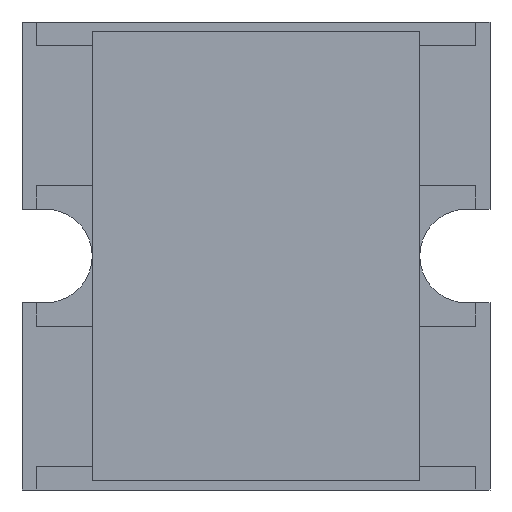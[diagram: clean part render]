
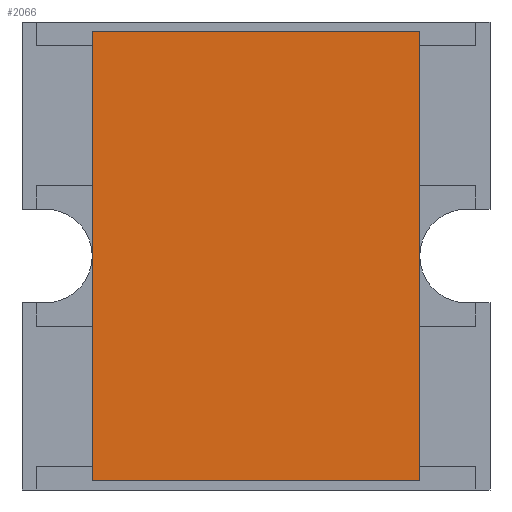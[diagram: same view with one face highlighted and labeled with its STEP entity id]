
A CAD part, front view. The second image highlights one B-rep face of the part: STEP entity #2066.
In plain terms, the highlighted planar face has unit normal (0, -1, 0).
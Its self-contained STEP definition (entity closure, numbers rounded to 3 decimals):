
#725=DIRECTION('',(0.,0.,1.));
#726=VECTOR('',#725,0.96);
#727=CARTESIAN_POINT('',(0.35,-0.183,0.52));
#728=LINE('',#727,#726);
#729=DIRECTION('',(1.,0.,0.));
#730=VECTOR('',#729,0.7);
#731=CARTESIAN_POINT('',(-0.35,-0.183,0.52));
#732=LINE('',#731,#730);
#733=DIRECTION('',(0.,0.,-1.));
#734=VECTOR('',#733,0.96);
#735=CARTESIAN_POINT('',(-0.35,-0.183,1.48));
#736=LINE('',#735,#734);
#737=DIRECTION('',(-1.,0.,0.));
#738=VECTOR('',#737,0.7);
#739=CARTESIAN_POINT('',(0.35,-0.183,1.48));
#740=LINE('',#739,#738);
#789=CARTESIAN_POINT('',(0.35,-0.183,0.52));
#790=CARTESIAN_POINT('',(0.35,-0.183,1.48));
#791=VERTEX_POINT('',#789);
#792=VERTEX_POINT('',#790);
#793=CARTESIAN_POINT('',(-0.35,-0.183,1.48));
#794=VERTEX_POINT('',#793);
#795=CARTESIAN_POINT('',(-0.35,-0.183,0.52));
#796=VERTEX_POINT('',#795);
#2054=CARTESIAN_POINT('',(0.,-0.183,0.));
#2055=DIRECTION('',(0.,-1.,0.));
#2056=DIRECTION('',(-1.,0.,0.));
#2057=AXIS2_PLACEMENT_3D('',#2054,#2055,#2056);
#2058=PLANE('',#2057);
#2059=ORIENTED_EDGE('',*,*,#1884,.F.);
#2061=ORIENTED_EDGE('',*,*,#2060,.F.);
#2062=ORIENTED_EDGE('',*,*,#2030,.F.);
#2063=ORIENTED_EDGE('',*,*,#2048,.F.);
#2064=EDGE_LOOP('',(#2059,#2061,#2062,#2063));
#2065=FACE_OUTER_BOUND('',#2064,.F.);
#1884=EDGE_CURVE('',#791,#792,#728,.T.);
#2030=EDGE_CURVE('',#794,#796,#736,.T.);
#2048=EDGE_CURVE('',#792,#794,#740,.T.);
#2060=EDGE_CURVE('',#796,#791,#732,.T.);
#2066=ADVANCED_FACE('',(#2065),#2058,.T.);
